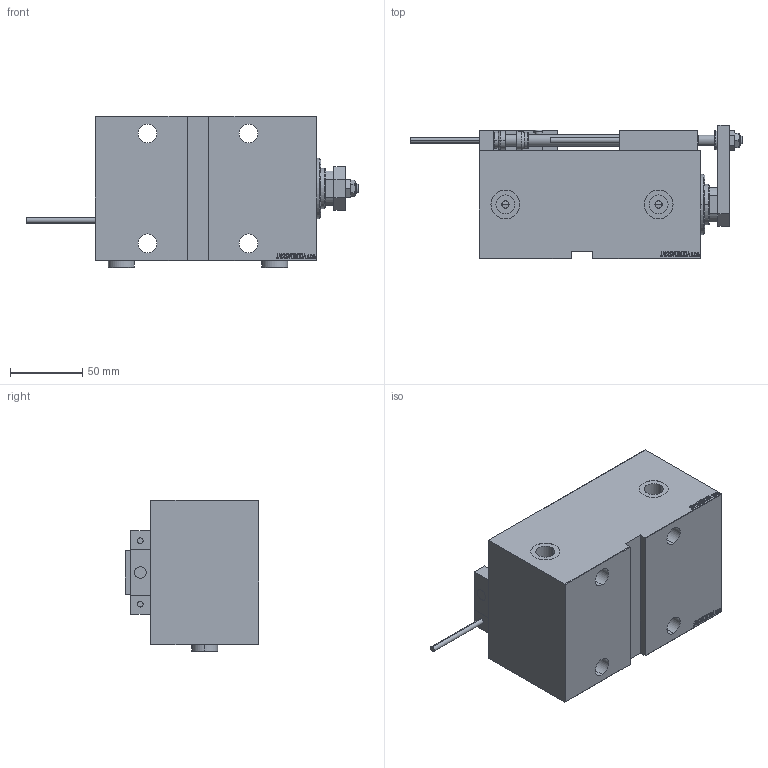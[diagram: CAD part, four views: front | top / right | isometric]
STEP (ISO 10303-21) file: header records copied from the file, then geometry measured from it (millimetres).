
FILE_DESCRIPTION (( 'STEP AP203' ), '1' );
FILE_NAME ('b9d8.STEP', '2024-05-29T05:05:42', ( '' ), ( '' ), 'SwSTEP 2.0', 'SolidWorks 2019', '' );
FILE_SCHEMA (( 'CONFIG_CONTROL_DESIGN' ));
Length unit declared in the file: millimetre
Products named in the file (17): TYC_L79 e9a6f713913162f11864b567495d2817; V450CM_E_Body e9a6f713913162f11864b567495d2817; MAGNET e9a6f713913162f11864b567495d2817; SWITCH_X_FRONT_BACK e9a6f713913162f11864b567495d2817; KONCOVKA e9a6f713913162f11864b567495d2817; NUT_D12 e9a6f713913162f11864b567495d2817; Zatka_OIL_PORT e9a6f713913162f11864b567495d2817; SWITCH X e9a6f713913162f11864b567495d2817; ALLEN BOLT D5 e9a6f713913162f11864b567495d2817; V450CM_VC_B e9a6f713913162f11864b567495d2817; ZARAZKA e9a6f713913162f11864b567495d2817; ALLEN BOLT D8 e9a6f713913162f11864b567495d2817; V450CM_E_VCP e9a6f713913162f11864b567495d2817; b9d8; SWITCH DIM B,W e9a6f713913162f11864b567495d2817; Block e9a6f713913162f11864b567495d2817; NUT_D10 e9a6f713913162f11864b567495d2817
Assembly tree (27 placements, depth 3):
  b9d8
    V450CM_E_Body e9a6f713913162f11864b567495d2817
    V450CM_E_VCP e9a6f713913162f11864b567495d2817
    V450CM_VC_B e9a6f713913162f11864b567495d2817
    SWITCH X e9a6f713913162f11864b567495d2817
      SWITCH_X_FRONT_BACK e9a6f713913162f11864b567495d2817  x2
      TYC_L79 e9a6f713913162f11864b567495d2817
      Block e9a6f713913162f11864b567495d2817  x2
      ALLEN BOLT D5 e9a6f713913162f11864b567495d2817  x4
      ALLEN BOLT D8 e9a6f713913162f11864b567495d2817  x4
      MAGNET e9a6f713913162f11864b567495d2817  x2
      KONCOVKA e9a6f713913162f11864b567495d2817  x2
    SWITCH DIM B,W e9a6f713913162f11864b567495d2817
    ZARAZKA e9a6f713913162f11864b567495d2817
    NUT_D10 e9a6f713913162f11864b567495d2817
    NUT_D12 e9a6f713913162f11864b567495d2817
    Zatka_OIL_PORT e9a6f713913162f11864b567495d2817  x2
Bounding box: 229.7 x 92.5 x 104.9 mm (x, y, z)
Volume: 1041337.6 mm3; surface area: 169237.4 mm2
Topology: 26 solids, 26 shells, 1349 faces, 3218 edges, 2054 vertices
Faces by surface type: plane 606, bspline 380, cylinder 198, cone 117, torus 44, sphere 4
Entity records: 51308 total; most frequent: CARTESIAN_POINT 25714, ORIENTED_EDGE 5376, DIRECTION 3683, EDGE_CURVE 2688, VERTEX_POINT 1754, VECTOR 1557, LINE 1557, EDGE_LOOP 1246
